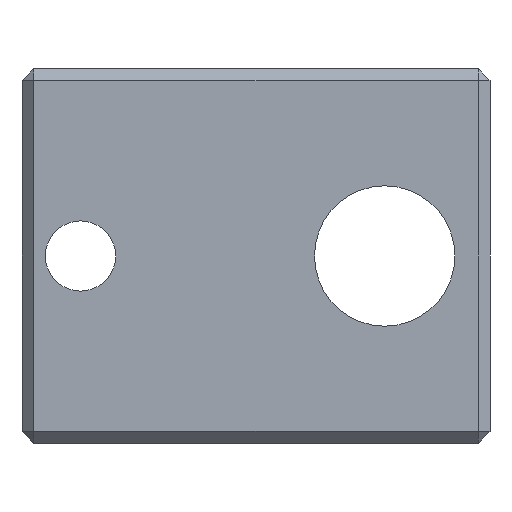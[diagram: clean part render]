
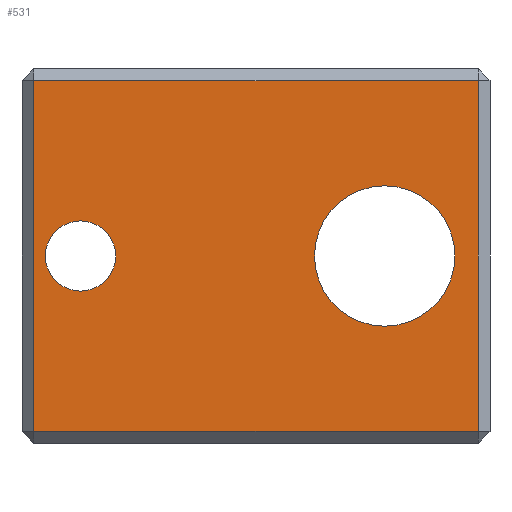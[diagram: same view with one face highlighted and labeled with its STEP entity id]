
A CAD part, front view. The second image highlights one B-rep face of the part: STEP entity #531.
In plain terms, the highlighted planar face has unit normal (0, -1, 0).
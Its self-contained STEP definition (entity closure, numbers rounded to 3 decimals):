
#40 = EDGE_CURVE ( 'NONE', #1023, #517, #817, .T. ) ;
#48 = ORIENTED_EDGE ( 'NONE', *, *, #827, .T. ) ;
#83 = DIRECTION ( 'NONE',  ( 0., 1., 0. ) ) ;
#132 = AXIS2_PLACEMENT_3D ( 'NONE', #202, #1204, #1006 ) ;
#171 = CARTESIAN_POINT ( 'NONE',  ( 5.5, 0., 0. ) ) ;
#176 = VECTOR ( 'NONE', #798, 1000. ) ;
#190 = CARTESIAN_POINT ( 'NONE',  ( 9.5, 0., -7.5 ) ) ;
#202 = CARTESIAN_POINT ( 'NONE',  ( 0., 0., 0. ) ) ;
#216 = VERTEX_POINT ( 'NONE', #1187 ) ;
#236 = CARTESIAN_POINT ( 'NONE',  ( -9.5, 0., -7.5 ) ) ;
#274 = DIRECTION ( 'NONE',  ( 0., 0., 1. ) ) ;
#284 = EDGE_CURVE ( 'NONE', #1045, #744, #803, .T. ) ;
#301 = CARTESIAN_POINT ( 'NONE',  ( 9.5, 0., 8. ) ) ;
#308 = PLANE ( 'NONE',  #132 ) ;
#314 = ORIENTED_EDGE ( 'NONE', *, *, #1140, .T. ) ;
#327 = ORIENTED_EDGE ( 'NONE', *, *, #408, .T. ) ;
#345 = CARTESIAN_POINT ( 'NONE',  ( -9.5, 0., -8. ) ) ;
#386 = CIRCLE ( 'NONE', #432, 3. ) ;
#408 = EDGE_CURVE ( 'NONE', #744, #1023, #443, .T. ) ;
#432 = AXIS2_PLACEMENT_3D ( 'NONE', #171, #869, #274 ) ;
#443 = LINE ( 'NONE', #345, #973 ) ;
#456 = ORIENTED_EDGE ( 'NONE', *, *, #284, .T. ) ;
#497 = DIRECTION ( 'NONE',  ( 0., 1., 0. ) ) ;
#507 = CIRCLE ( 'NONE', #873, 1.5 ) ;
#517 = VERTEX_POINT ( 'NONE', #190 ) ;
#522 = DIRECTION ( 'NONE',  ( -1., 0., 0. ) ) ;
#525 = DIRECTION ( 'NONE',  ( 1., 0., 0. ) ) ;
#531 = ADVANCED_FACE ( 'NONE', ( #1117, #636, #570 ), #308, .T. ) ;
#570 = FACE_BOUND ( 'NONE', #1209, .T. ) ;
#581 = CARTESIAN_POINT ( 'NONE',  ( 5.5, 0., 0. ) ) ;
#601 = AXIS2_PLACEMENT_3D ( 'NONE', #1096, #497, #1196 ) ;
#631 = ORIENTED_EDGE ( 'NONE', *, *, #1122, .T. ) ;
#636 = FACE_BOUND ( 'NONE', #1279, .T. ) ;
#679 = CARTESIAN_POINT ( 'NONE',  ( -7.5, 0., 0. ) ) ;
#686 = DIRECTION ( 'NONE',  ( 0., 0., 1. ) ) ;
#691 = CARTESIAN_POINT ( 'NONE',  ( -9.5, 0., 7.5 ) ) ;
#744 = VERTEX_POINT ( 'NONE', #691 ) ;
#768 = CIRCLE ( 'NONE', #812, 3. ) ;
#781 = ORIENTED_EDGE ( 'NONE', *, *, #1215, .T. ) ;
#785 = DIRECTION ( 'NONE',  ( 0., 0., 1. ) ) ;
#798 = DIRECTION ( 'NONE',  ( 0., 0., 1. ) ) ;
#803 = LINE ( 'NONE', #1027, #1274 ) ;
#812 = AXIS2_PLACEMENT_3D ( 'NONE', #581, #1292, #686 ) ;
#817 = LINE ( 'NONE', #885, #1087 ) ;
#826 = ORIENTED_EDGE ( 'NONE', *, *, #1163, .T. ) ;
#827 = EDGE_CURVE ( 'NONE', #1192, #216, #386, .T. ) ;
#869 = DIRECTION ( 'NONE',  ( 0., 1., 0. ) ) ;
#873 = AXIS2_PLACEMENT_3D ( 'NONE', #679, #83, #785 ) ;
#878 = CARTESIAN_POINT ( 'NONE',  ( -7.5, 0., -1.5 ) ) ;
#885 = CARTESIAN_POINT ( 'NONE',  ( 10., 0., -7.5 ) ) ;
#897 = VERTEX_POINT ( 'NONE', #878 ) ;
#973 = VECTOR ( 'NONE', #1046, 1000. ) ;
#977 = LINE ( 'NONE', #301, #176 ) ;
#999 = CARTESIAN_POINT ( 'NONE',  ( -7.5, 0., 1.5 ) ) ;
#1006 = DIRECTION ( 'NONE',  ( 0., 0., -1. ) ) ;
#1023 = VERTEX_POINT ( 'NONE', #236 ) ;
#1027 = CARTESIAN_POINT ( 'NONE',  ( -10., 0., 7.5 ) ) ;
#1045 = VERTEX_POINT ( 'NONE', #1151 ) ;
#1046 = DIRECTION ( 'NONE',  ( 0., 0., -1. ) ) ;
#1087 = VECTOR ( 'NONE', #525, 1000. ) ;
#1096 = CARTESIAN_POINT ( 'NONE',  ( -7.5, 0., 0. ) ) ;
#1113 = EDGE_LOOP ( 'NONE', ( #1273, #781, #456, #327 ) ) ;
#1117 = FACE_OUTER_BOUND ( 'NONE', #1113, .T. ) ;
#1122 = EDGE_CURVE ( 'NONE', #897, #1164, #1137, .T. ) ;
#1137 = CIRCLE ( 'NONE', #601, 1.5 ) ;
#1140 = EDGE_CURVE ( 'NONE', #1164, #897, #507, .T. ) ;
#1151 = CARTESIAN_POINT ( 'NONE',  ( 9.5, 0., 7.5 ) ) ;
#1163 = EDGE_CURVE ( 'NONE', #216, #1192, #768, .T. ) ;
#1164 = VERTEX_POINT ( 'NONE', #999 ) ;
#1187 = CARTESIAN_POINT ( 'NONE',  ( 5.5, 0., 3. ) ) ;
#1192 = VERTEX_POINT ( 'NONE', #1193 ) ;
#1193 = CARTESIAN_POINT ( 'NONE',  ( 5.5, 0., -3. ) ) ;
#1196 = DIRECTION ( 'NONE',  ( 0., 0., 1. ) ) ;
#1204 = DIRECTION ( 'NONE',  ( 0., -1., 0. ) ) ;
#1209 = EDGE_LOOP ( 'NONE', ( #631, #314 ) ) ;
#1215 = EDGE_CURVE ( 'NONE', #517, #1045, #977, .T. ) ;
#1273 = ORIENTED_EDGE ( 'NONE', *, *, #40, .T. ) ;
#1274 = VECTOR ( 'NONE', #522, 1000. ) ;
#1279 = EDGE_LOOP ( 'NONE', ( #48, #826 ) ) ;
#1292 = DIRECTION ( 'NONE',  ( 0., 1., 0. ) ) ;
